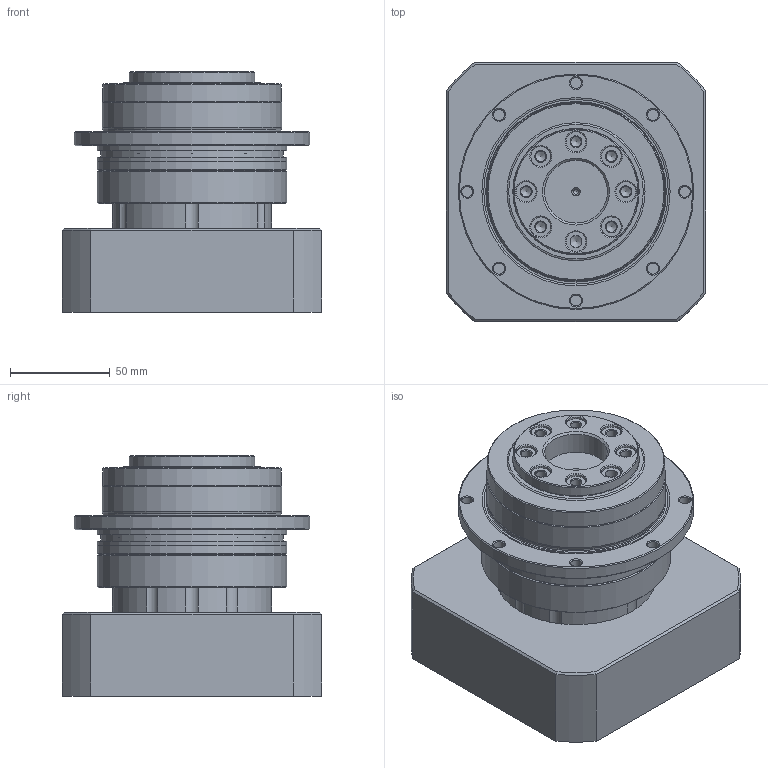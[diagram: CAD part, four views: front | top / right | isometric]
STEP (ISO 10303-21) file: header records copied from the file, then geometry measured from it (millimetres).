
FILE_DESCRIPTION(/* description */ (''),/* implementation_level */ '2;1');
FILE_NAME(/* name */ 'TD090-L1-24-110-145-M8-61-16.stp',/* time_stamp */ '2020-07-22T08:09:39+08:00',/* author */ (''),/* organization */ (''),/* preprocessor_version */ 'ST-DEVELOPER v16',/* originating_system */ 'SIEMENS PLM Software NX 10.0',/* authorisation */ '');
FILE_SCHEMA (('CONFIG_CONTROL_DESIGN'));
Length unit declared in the file: millimetre
Products named in the file (1): _model166
Bounding box: 130 x 130 x 120.4 mm (x, y, z)
Volume: 883498.1 mm3; surface area: 160573.8 mm2
Topology: 4 solids, 5 shells, 360 faces, 888 edges, 574 vertices
Faces by surface type: cylinder 134, cone 126, plane 92, torus 8
Full cylindrical faces by diameter (mm): 2.5 x1, 4.2 x16, 5.2 x8, 5.276 x3, 5.5 x22, 6 x1, 6.5 x1, 6.8 x4, 9 x6, 10 x8, 12.1 x1, 24 x1, 26.6 x1, 27.5 x2, 28 x2, 31 x1, 31.5 x1, 35 x1, 40 x1, 55 x1, 59.5 x1, 60 x1, 62 x1, 63 x2, 77 x1, 78 x1, 80 x1, 89.2 x1, 89.5 x1, 90 x1
Entity records: 9178 total; most frequent: CARTESIAN_POINT 1657, DIRECTION 1626, ORIENTED_EDGE 1148, AXIS2_PLACEMENT_3D 744, EDGE_LOOP 666, FACE_BOUND 602, EDGE_CURVE 574, VERTEX_POINT 503
